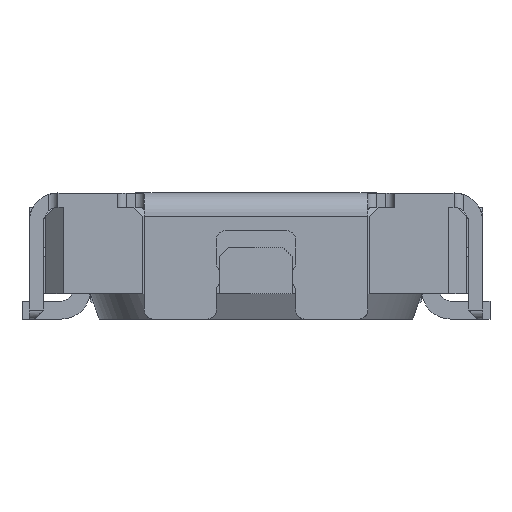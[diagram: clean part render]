
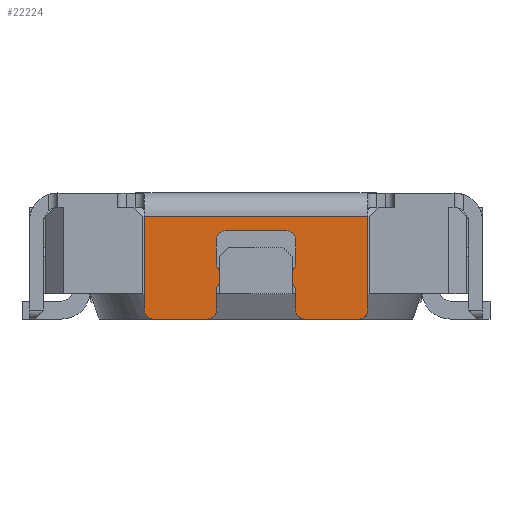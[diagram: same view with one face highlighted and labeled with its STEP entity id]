
A CAD part, left-side view. The second image highlights one B-rep face of the part: STEP entity #22224.
In plain terms, the highlighted planar face has unit normal (-1, 0, 0).
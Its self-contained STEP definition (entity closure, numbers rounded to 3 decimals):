
#2387=DIRECTION('',(0.,0.,-1.));
#2388=VECTOR('',#2387,0.52);
#2389=CARTESIAN_POINT('',(-2.4,0.62,-0.13));
#2390=LINE('',#2389,#2388);
#2403=DIRECTION('',(0.,1.,0.));
#2404=VECTOR('',#2403,1.24);
#2405=CARTESIAN_POINT('',(-2.4,-0.62,-0.13));
#2406=LINE('',#2405,#2404);
#7939=DIRECTION('',(0.,0.,1.));
#7940=VECTOR('',#7939,0.52);
#7941=CARTESIAN_POINT('',(-2.4,-0.62,-0.65));
#7942=LINE('',#7941,#7940);
#7984=DIRECTION('',(0.,0.,-1.));
#7985=VECTOR('',#7984,0.121);
#7986=CARTESIAN_POINT('',(-2.4,-0.22,-0.529));
#7987=LINE('',#7986,#7985);
#8024=DIRECTION('',(0.,0.,1.));
#8025=VECTOR('',#8024,0.064);
#8026=CARTESIAN_POINT('',(-2.4,-0.2,-0.495));
#8027=LINE('',#8026,#8025);
#8028=CARTESIAN_POINT('',(-2.4,-0.17,-0.391));
#8029=DIRECTION('',(-1.,0.,0.));
#8030=DIRECTION('',(0.,-0.6,-0.8));
#8031=AXIS2_PLACEMENT_3D('',#8028,#8029,#8030);
#8033=DIRECTION('',(0.,0.,1.));
#8034=VECTOR('',#8033,0.131);
#8035=CARTESIAN_POINT('',(-2.4,-0.22,-0.391));
#8036=LINE('',#8035,#8034);
#8037=CARTESIAN_POINT('',(-2.4,-0.17,-0.26));
#8038=DIRECTION('',(-1.,0.,0.));
#8039=DIRECTION('',(0.,-1.,0.));
#8040=AXIS2_PLACEMENT_3D('',#8037,#8038,#8039);
#8042=DIRECTION('',(0.,1.,0.));
#8043=VECTOR('',#8042,0.34);
#8044=CARTESIAN_POINT('',(-2.4,-0.17,-0.21));
#8045=LINE('',#8044,#8043);
#8046=CARTESIAN_POINT('',(-2.4,0.17,-0.26));
#8047=DIRECTION('',(-1.,0.,0.));
#8048=DIRECTION('',(0.,0.,1.));
#8049=AXIS2_PLACEMENT_3D('',#8046,#8047,#8048);
#8051=CARTESIAN_POINT('',(-2.4,0.17,-0.391));
#8052=DIRECTION('',(-1.,0.,0.));
#8053=DIRECTION('',(0.,1.,0.));
#8054=AXIS2_PLACEMENT_3D('',#8051,#8052,#8053);
#8056=DIRECTION('',(0.,0.,-1.));
#8057=VECTOR('',#8056,0.064);
#8058=CARTESIAN_POINT('',(-2.4,0.2,-0.431));
#8059=LINE('',#8058,#8057);
#8060=DIRECTION('',(0.,0.5,-0.866));
#8061=VECTOR('',#8060,0.04);
#8062=CARTESIAN_POINT('',(-2.4,0.2,-0.495));
#8063=LINE('',#8062,#8061);
#8064=CARTESIAN_POINT('',(-2.4,0.27,-0.65));
#8065=DIRECTION('',(1.,0.,0.));
#8066=DIRECTION('',(0.,-1.,0.));
#8067=AXIS2_PLACEMENT_3D('',#8064,#8065,#8066);
#8069=CARTESIAN_POINT('',(-2.4,0.57,-0.65));
#8070=DIRECTION('',(1.,0.,0.));
#8071=DIRECTION('',(0.,0.,-1.));
#8072=AXIS2_PLACEMENT_3D('',#8069,#8070,#8071);
#8074=CARTESIAN_POINT('',(-2.4,-0.57,-0.65));
#8075=DIRECTION('',(1.,0.,0.));
#8076=DIRECTION('',(0.,-1.,0.));
#8077=AXIS2_PLACEMENT_3D('',#8074,#8075,#8076);
#8079=CARTESIAN_POINT('',(-2.4,-0.27,-0.65));
#8080=DIRECTION('',(1.,0.,0.));
#8081=DIRECTION('',(0.,0.,-1.));
#8082=AXIS2_PLACEMENT_3D('',#8079,#8080,#8081);
#8084=DIRECTION('',(0.,0.5,0.866));
#8085=VECTOR('',#8084,0.04);
#8086=CARTESIAN_POINT('',(-2.4,-0.22,-0.529));
#8087=LINE('',#8086,#8085);
#8196=DIRECTION('',(0.,0.,1.));
#8197=VECTOR('',#8196,0.121);
#8198=CARTESIAN_POINT('',(-2.4,0.22,-0.65));
#8199=LINE('',#8198,#8197);
#8231=DIRECTION('',(0.,-1.,0.));
#8232=VECTOR('',#8231,0.3);
#8233=CARTESIAN_POINT('',(-2.4,0.57,-0.7));
#8234=LINE('',#8233,#8232);
#8254=DIRECTION('',(0.,0.,1.));
#8255=VECTOR('',#8254,0.131);
#8256=CARTESIAN_POINT('',(-2.4,0.22,-0.391));
#8257=LINE('',#8256,#8255);
#8316=DIRECTION('',(0.,-1.,0.));
#8317=VECTOR('',#8316,0.3);
#8318=CARTESIAN_POINT('',(-2.4,-0.27,-0.7));
#8319=LINE('',#8318,#8317);
#11147=CARTESIAN_POINT('',(-2.4,0.62,-0.13));
#11149=VERTEX_POINT('',#11147);
#11150=CARTESIAN_POINT('',(-2.4,0.62,-0.65));
#11151=VERTEX_POINT('',#11150);
#11155=CARTESIAN_POINT('',(-2.4,-0.62,-0.13));
#11156=VERTEX_POINT('',#11155);
#11161=CARTESIAN_POINT('',(-2.4,-0.62,-0.65));
#11162=VERTEX_POINT('',#11161);
#11167=CARTESIAN_POINT('',(-2.4,-0.22,-0.529));
#11168=VERTEX_POINT('',#11167);
#11169=CARTESIAN_POINT('',(-2.4,-0.22,-0.65));
#11170=VERTEX_POINT('',#11169);
#11173=CARTESIAN_POINT('',(-2.4,-0.2,-0.495));
#11174=VERTEX_POINT('',#11173);
#11175=CARTESIAN_POINT('',(-2.4,-0.2,-0.431));
#11176=VERTEX_POINT('',#11175);
#11183=CARTESIAN_POINT('',(-2.4,-0.22,-0.391));
#11184=VERTEX_POINT('',#11183);
#11185=CARTESIAN_POINT('',(-2.4,-0.22,-0.26));
#11186=VERTEX_POINT('',#11185);
#11187=CARTESIAN_POINT('',(-2.4,-0.17,-0.21));
#11188=VERTEX_POINT('',#11187);
#11189=CARTESIAN_POINT('',(-2.4,0.17,-0.21));
#11190=VERTEX_POINT('',#11189);
#11191=CARTESIAN_POINT('',(-2.4,0.22,-0.26));
#11192=VERTEX_POINT('',#11191);
#11193=CARTESIAN_POINT('',(-2.4,0.22,-0.391));
#11194=VERTEX_POINT('',#11193);
#11195=CARTESIAN_POINT('',(-2.4,0.2,-0.431));
#11196=VERTEX_POINT('',#11195);
#11197=CARTESIAN_POINT('',(-2.4,0.2,-0.495));
#11198=VERTEX_POINT('',#11197);
#11199=CARTESIAN_POINT('',(-2.4,0.22,-0.529));
#11200=VERTEX_POINT('',#11199);
#11201=CARTESIAN_POINT('',(-2.4,0.22,-0.65));
#11202=VERTEX_POINT('',#11201);
#11203=CARTESIAN_POINT('',(-2.4,0.27,-0.7));
#11204=VERTEX_POINT('',#11203);
#11205=CARTESIAN_POINT('',(-2.4,0.57,-0.7));
#11206=VERTEX_POINT('',#11205);
#11207=CARTESIAN_POINT('',(-2.4,-0.57,-0.7));
#11208=VERTEX_POINT('',#11207);
#11209=CARTESIAN_POINT('',(-2.4,-0.27,-0.7));
#11210=VERTEX_POINT('',#11209);
#22179=CARTESIAN_POINT('',(-2.4,-0.62,-0.13));
#22180=DIRECTION('',(1.,0.,0.));
#22181=DIRECTION('',(0.,0.,-1.));
#22182=AXIS2_PLACEMENT_3D('',#22179,#22180,#22181);
#22183=PLANE('',#22182);
#22184=ORIENTED_EDGE('',*,*,#22163,.T.);
#22186=ORIENTED_EDGE('',*,*,#22185,.T.);
#22188=ORIENTED_EDGE('',*,*,#22187,.T.);
#22190=ORIENTED_EDGE('',*,*,#22189,.T.);
#22192=ORIENTED_EDGE('',*,*,#22191,.T.);
#22194=ORIENTED_EDGE('',*,*,#22193,.T.);
#22196=ORIENTED_EDGE('',*,*,#22195,.F.);
#22198=ORIENTED_EDGE('',*,*,#22197,.T.);
#22200=ORIENTED_EDGE('',*,*,#22199,.T.);
#22202=ORIENTED_EDGE('',*,*,#22201,.T.);
#22204=ORIENTED_EDGE('',*,*,#22203,.F.);
#22206=ORIENTED_EDGE('',*,*,#22205,.T.);
#22208=ORIENTED_EDGE('',*,*,#22207,.F.);
#22210=ORIENTED_EDGE('',*,*,#22209,.T.);
#22211=ORIENTED_EDGE('',*,*,#14963,.F.);
#22212=ORIENTED_EDGE('',*,*,#14986,.F.);
#22213=ORIENTED_EDGE('',*,*,#22055,.F.);
#22215=ORIENTED_EDGE('',*,*,#22214,.T.);
#22217=ORIENTED_EDGE('',*,*,#22216,.F.);
#22219=ORIENTED_EDGE('',*,*,#22218,.T.);
#22220=ORIENTED_EDGE('',*,*,#22122,.F.);
#22221=ORIENTED_EDGE('',*,*,#22152,.T.);
#22222=EDGE_LOOP('',(#22184,#22186,#22188,#22190,#22192,#22194,#22196,#22198,
#22200,#22202,#22204,#22206,#22208,#22210,#22211,#22212,#22213,#22215,#22217,
#22219,#22220,#22221));
#22223=FACE_OUTER_BOUND('',#22222,.F.);
#8032=CIRCLE('',#8031,0.05);
#8041=CIRCLE('',#8040,0.05);
#8050=CIRCLE('',#8049,0.05);
#8055=CIRCLE('',#8054,0.05);
#8068=CIRCLE('',#8067,0.05);
#8073=CIRCLE('',#8072,0.05);
#8078=CIRCLE('',#8077,0.05);
#8083=CIRCLE('',#8082,0.05);
#14963=EDGE_CURVE('',#11149,#11151,#2390,.T.);
#14986=EDGE_CURVE('',#11156,#11149,#2406,.T.);
#22055=EDGE_CURVE('',#11162,#11156,#7942,.T.);
#22122=EDGE_CURVE('',#11168,#11170,#7987,.T.);
#22152=EDGE_CURVE('',#11168,#11174,#8087,.T.);
#22163=EDGE_CURVE('',#11174,#11176,#8027,.T.);
#22185=EDGE_CURVE('',#11176,#11184,#8032,.T.);
#22187=EDGE_CURVE('',#11184,#11186,#8036,.T.);
#22189=EDGE_CURVE('',#11186,#11188,#8041,.T.);
#22191=EDGE_CURVE('',#11188,#11190,#8045,.T.);
#22193=EDGE_CURVE('',#11190,#11192,#8050,.T.);
#22195=EDGE_CURVE('',#11194,#11192,#8257,.T.);
#22197=EDGE_CURVE('',#11194,#11196,#8055,.T.);
#22199=EDGE_CURVE('',#11196,#11198,#8059,.T.);
#22201=EDGE_CURVE('',#11198,#11200,#8063,.T.);
#22203=EDGE_CURVE('',#11202,#11200,#8199,.T.);
#22205=EDGE_CURVE('',#11202,#11204,#8068,.T.);
#22207=EDGE_CURVE('',#11206,#11204,#8234,.T.);
#22209=EDGE_CURVE('',#11206,#11151,#8073,.T.);
#22214=EDGE_CURVE('',#11162,#11208,#8078,.T.);
#22216=EDGE_CURVE('',#11210,#11208,#8319,.T.);
#22218=EDGE_CURVE('',#11210,#11170,#8083,.T.);
#22224=ADVANCED_FACE('',(#22223),#22183,.F.);
